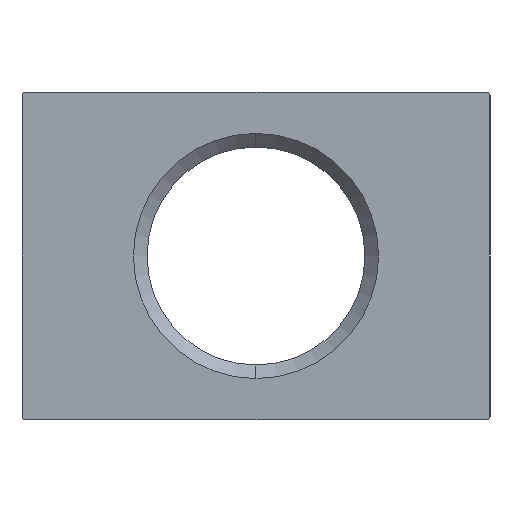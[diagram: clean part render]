
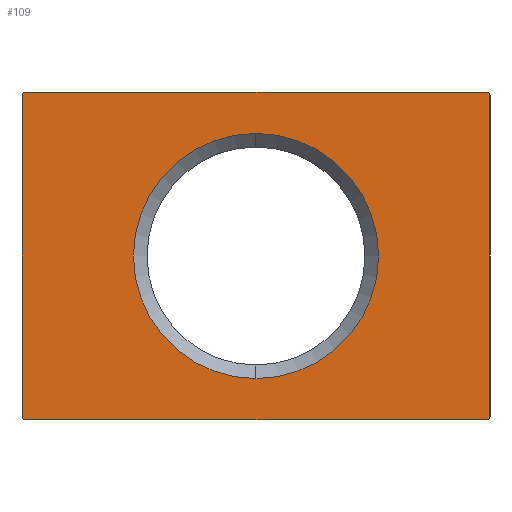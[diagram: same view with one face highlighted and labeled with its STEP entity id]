
A CAD part, left-side view. The second image highlights one B-rep face of the part: STEP entity #109.
In plain terms, the highlighted planar face has unit normal (-1, 0, 0).
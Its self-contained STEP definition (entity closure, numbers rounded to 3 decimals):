
#109=ADVANCED_FACE('',(#273,#274),#275,.T.);
#273=FACE_OUTER_BOUND('',#511,.T.);
#274=FACE_BOUND('',#512,.T.);
#275=PLANE('',#513);
#511=EDGE_LOOP('',(#796,#797,#798,#799,#800,#801,#802,#803));
#512=EDGE_LOOP('',(#804,#805));
#513=AXIS2_PLACEMENT_3D('',#806,#807,#808);
#796=ORIENTED_EDGE('',*,*,#1460,.T.);
#797=ORIENTED_EDGE('',*,*,#1461,.F.);
#798=ORIENTED_EDGE('',*,*,#1462,.T.);
#799=ORIENTED_EDGE('',*,*,#1463,.T.);
#800=ORIENTED_EDGE('',*,*,#1464,.T.);
#801=ORIENTED_EDGE('',*,*,#1465,.T.);
#802=ORIENTED_EDGE('',*,*,#1466,.T.);
#803=ORIENTED_EDGE('',*,*,#1418,.F.);
#804=ORIENTED_EDGE('',*,*,#1467,.T.);
#805=ORIENTED_EDGE('',*,*,#1468,.T.);
#806=CARTESIAN_POINT('',(0.0,40.0,-14.0));
#807=DIRECTION('',(-1.0,0.0,0.0));
#808=DIRECTION('',(0.0,0.0,1.0));
#1418=EDGE_CURVE('',#1704,#1706,#1707,.T.);
#1460=EDGE_CURVE('',#1704,#1782,#1783,.T.);
#1461=EDGE_CURVE('',#1784,#1782,#1785,.T.);
#1462=EDGE_CURVE('',#1784,#1786,#1787,.T.);
#1463=EDGE_CURVE('',#1786,#1788,#1789,.T.);
#1464=EDGE_CURVE('',#1788,#1790,#1791,.T.);
#1465=EDGE_CURVE('',#1790,#1792,#1793,.T.);
#1466=EDGE_CURVE('',#1792,#1706,#1794,.T.);
#1467=EDGE_CURVE('',#1795,#1796,#1797,.T.);
#1468=EDGE_CURVE('',#1796,#1795,#1798,.T.);
#1704=VERTEX_POINT('',#2127);
#1706=VERTEX_POINT('',#2130);
#1707=LINE('',#2131,#2132);
#1782=VERTEX_POINT('',#2253);
#1783=CIRCLE('',#2254,0.3);
#1784=VERTEX_POINT('',#2255);
#1785=LINE('',#2256,#2257);
#1786=VERTEX_POINT('',#2258);
#1787=CIRCLE('',#2259,0.3);
#1788=VERTEX_POINT('',#2260);
#1789=LINE('',#2261,#2262);
#1790=VERTEX_POINT('',#2263);
#1791=CIRCLE('',#2264,0.3);
#1792=VERTEX_POINT('',#2265);
#1793=LINE('',#2266,#2267);
#1794=CIRCLE('',#2268,0.3);
#1795=VERTEX_POINT('',#2269);
#1796=VERTEX_POINT('',#2270);
#1797=CIRCLE('',#2271,10.475);
#1798=CIRCLE('',#2272,10.475);
#2127=CARTESIAN_POINT('',(0.0,39.7,14.0));
#2130=CARTESIAN_POINT('',(0.0,0.3,14.0));
#2131=CARTESIAN_POINT('',(0.0,39.7,14.0));
#2132=VECTOR('',#2964,39.4);
#2253=CARTESIAN_POINT('',(0.0,40.0,13.7));
#2254=AXIS2_PLACEMENT_3D('',#3040,#3041,#3042);
#2255=CARTESIAN_POINT('',(0.0,40.0,-13.7));
#2256=CARTESIAN_POINT('',(0.0,40.0,-13.7));
#2257=VECTOR('',#3043,27.4);
#2258=CARTESIAN_POINT('',(0.0,39.7,-14.0));
#2259=AXIS2_PLACEMENT_3D('',#3044,#3045,#3046);
#2260=CARTESIAN_POINT('',(0.0,0.3,-14.0));
#2261=CARTESIAN_POINT('',(0.0,39.7,-14.0));
#2262=VECTOR('',#3047,39.4);
#2263=CARTESIAN_POINT('',(0.0,0.0,-13.7));
#2264=AXIS2_PLACEMENT_3D('',#3048,#3049,#3050);
#2265=CARTESIAN_POINT('',(0.0,0.0,13.7));
#2266=CARTESIAN_POINT('',(0.0,0.0,-13.7));
#2267=VECTOR('',#3051,27.4);
#2268=AXIS2_PLACEMENT_3D('',#3052,#3053,#3054);
#2269=CARTESIAN_POINT('',(0.0,20.0,-10.475));
#2270=CARTESIAN_POINT('',(0.0,20.0,10.475));
#2271=AXIS2_PLACEMENT_3D('',#3055,#3056,#3057);
#2272=AXIS2_PLACEMENT_3D('',#3058,#3059,#3060);
#2964=DIRECTION('',(0.0,-1.0,0.0));
#3040=CARTESIAN_POINT('',(0.0,39.7,13.7));
#3041=DIRECTION('',(-1.0,0.0,0.0));
#3042=DIRECTION('',(0.0,0.0,1.0));
#3043=DIRECTION('',(0.0,0.0,1.0));
#3044=CARTESIAN_POINT('',(0.0,39.7,-13.7));
#3045=DIRECTION('',(-1.0,0.0,0.0));
#3046=DIRECTION('',(0.0,1.0,0.0));
#3047=DIRECTION('',(0.0,-1.0,0.0));
#3048=CARTESIAN_POINT('',(0.0,0.3,-13.7));
#3049=DIRECTION('',(-1.0,0.0,0.0));
#3050=DIRECTION('',(0.0,0.0,-1.0));
#3051=DIRECTION('',(0.0,0.0,1.0));
#3052=CARTESIAN_POINT('',(0.0,0.3,13.7));
#3053=DIRECTION('',(-1.0,0.0,0.0));
#3054=DIRECTION('',(0.0,-1.0,0.0));
#3055=CARTESIAN_POINT('',(0.0,20.0,0.0));
#3056=DIRECTION('',(1.0,0.0,0.0));
#3057=DIRECTION('',(0.0,0.0,-1.0));
#3058=CARTESIAN_POINT('',(0.0,20.0,0.0));
#3059=DIRECTION('',(1.0,0.0,0.0));
#3060=DIRECTION('',(0.0,0.0,-1.0));
